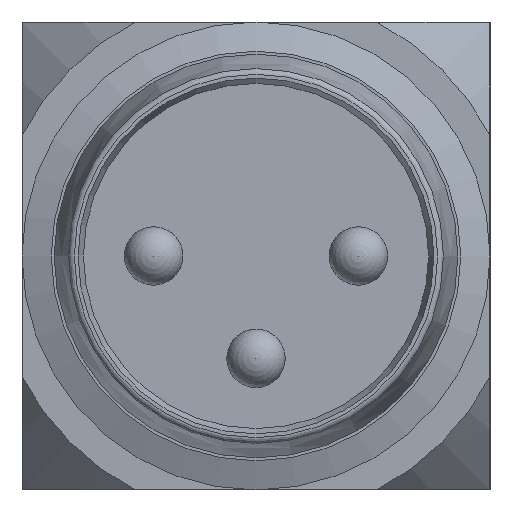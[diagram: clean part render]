
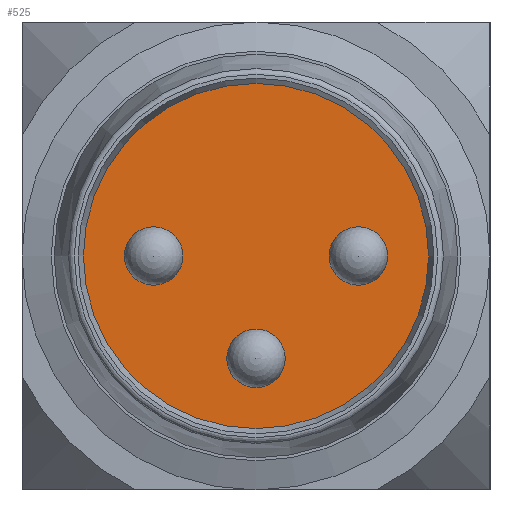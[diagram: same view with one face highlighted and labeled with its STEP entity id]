
A CAD part, left-side view. The second image highlights one B-rep face of the part: STEP entity #525.
In plain terms, the highlighted planar face has unit normal (-1, 0, 0).
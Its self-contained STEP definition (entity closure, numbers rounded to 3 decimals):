
#133 = CYLINDRICAL_SURFACE('',#134,0.5);
#134 = AXIS2_PLACEMENT_3D('',#135,#136,#137);
#135 = CARTESIAN_POINT('',(-33.5,0.,2.25));
#136 = DIRECTION('',(1.,0.,0.));
#137 = DIRECTION('',(0.,-1.,0.));
#195 = EDGE_CURVE('',#196,#196,#198,.T.);
#196 = VERTEX_POINT('',#197);
#197 = CARTESIAN_POINT('',(-29.,0.5,2.25));
#198 = SURFACE_CURVE('',#199,(#204,#210),.PCURVE_S1.);
#199 = CIRCLE('',#200,0.5);
#200 = AXIS2_PLACEMENT_3D('',#201,#202,#203);
#201 = CARTESIAN_POINT('',(-29.,0.,2.25));
#202 = DIRECTION('',(1.,0.,0.));
#203 = DIRECTION('',(0.,-1.,0.));
#204 = PCURVE('',#133,#205);
#205 = DEFINITIONAL_REPRESENTATION('',(#206),#209);
#206 = B_SPLINE_CURVE_WITH_KNOTS('',1,(#207,#208),.UNSPECIFIED.,.F.,.F.,
  (2,2),(3.142,9.425),.PIECEWISE_BEZIER_KNOTS.);
#207 = CARTESIAN_POINT('',(3.142,4.5));
#208 = CARTESIAN_POINT('',(9.425,4.5));
#209 = ( GEOMETRIC_REPRESENTATION_CONTEXT(2) 
PARAMETRIC_REPRESENTATION_CONTEXT() REPRESENTATION_CONTEXT('2D SPACE',''
  ) );
#210 = PCURVE('',#211,#216);
#211 = PLANE('',#212);
#212 = AXIS2_PLACEMENT_3D('',#213,#214,#215);
#213 = CARTESIAN_POINT('',(-29.,1.475,4.));
#214 = DIRECTION('',(-1.,0.,0.));
#215 = DIRECTION('',(0.,0.,1.));
#216 = DEFINITIONAL_REPRESENTATION('',(#217),#225);
#217 = ( BOUNDED_CURVE() B_SPLINE_CURVE(2,(#218,#219,#220,#221,#222,#223
,#224),.UNSPECIFIED.,.T.,.F.) B_SPLINE_CURVE_WITH_KNOTS((1,2,2,2,2,1),(
    -2.094,0.,2.094,4.189,6.283,
8.378),.UNSPECIFIED.) CURVE() GEOMETRIC_REPRESENTATION_ITEM() 
RATIONAL_B_SPLINE_CURVE((1.,0.5,1.,0.5,1.,0.5,1.)) REPRESENTATION_ITEM(
  '') );
#218 = CARTESIAN_POINT('',(-1.75,-1.975));
#219 = CARTESIAN_POINT('',(-2.616,-1.975));
#220 = CARTESIAN_POINT('',(-2.183,-1.225));
#221 = CARTESIAN_POINT('',(-1.75,-0.475));
#222 = CARTESIAN_POINT('',(-1.317,-1.225));
#223 = CARTESIAN_POINT('',(-0.884,-1.975));
#224 = CARTESIAN_POINT('',(-1.75,-1.975));
#225 = ( GEOMETRIC_REPRESENTATION_CONTEXT(2) 
PARAMETRIC_REPRESENTATION_CONTEXT() REPRESENTATION_CONTEXT('2D SPACE',''
  ) );
#276 = CYLINDRICAL_SURFACE('',#277,0.5);
#277 = AXIS2_PLACEMENT_3D('',#278,#279,#280);
#278 = CARTESIAN_POINT('',(-33.5,1.75,4.));
#279 = DIRECTION('',(1.,0.,0.));
#280 = DIRECTION('',(0.,-1.,0.));
#338 = EDGE_CURVE('',#339,#339,#341,.T.);
#339 = VERTEX_POINT('',#340);
#340 = CARTESIAN_POINT('',(-29.,2.25,4.));
#341 = SURFACE_CURVE('',#342,(#347,#353),.PCURVE_S1.);
#342 = CIRCLE('',#343,0.5);
#343 = AXIS2_PLACEMENT_3D('',#344,#345,#346);
#344 = CARTESIAN_POINT('',(-29.,1.75,4.));
#345 = DIRECTION('',(1.,0.,0.));
#346 = DIRECTION('',(0.,-1.,0.));
#347 = PCURVE('',#276,#348);
#348 = DEFINITIONAL_REPRESENTATION('',(#349),#352);
#349 = B_SPLINE_CURVE_WITH_KNOTS('',1,(#350,#351),.UNSPECIFIED.,.F.,.F.,
  (2,2),(3.142,9.425),.PIECEWISE_BEZIER_KNOTS.);
#350 = CARTESIAN_POINT('',(3.142,4.5));
#351 = CARTESIAN_POINT('',(9.425,4.5));
#352 = ( GEOMETRIC_REPRESENTATION_CONTEXT(2) 
PARAMETRIC_REPRESENTATION_CONTEXT() REPRESENTATION_CONTEXT('2D SPACE',''
  ) );
#353 = PCURVE('',#211,#354);
#354 = DEFINITIONAL_REPRESENTATION('',(#355),#363);
#355 = ( BOUNDED_CURVE() B_SPLINE_CURVE(2,(#356,#357,#358,#359,#360,#361
,#362),.UNSPECIFIED.,.F.,.F.) B_SPLINE_CURVE_WITH_KNOTS((1,2,2,2,2,1),(
    -2.094,0.,2.094,4.189,6.283,
8.378),.UNSPECIFIED.) CURVE() GEOMETRIC_REPRESENTATION_ITEM() 
RATIONAL_B_SPLINE_CURVE((1.,0.5,1.,0.5,1.,0.5,1.)) REPRESENTATION_ITEM(
  '') );
#356 = CARTESIAN_POINT('',(0.,-0.225));
#357 = CARTESIAN_POINT('',(-0.866,-0.225));
#358 = CARTESIAN_POINT('',(-0.433,0.525));
#359 = CARTESIAN_POINT('',(0.,1.275));
#360 = CARTESIAN_POINT('',(0.433,0.525));
#361 = CARTESIAN_POINT('',(0.866,-0.225));
#362 = CARTESIAN_POINT('',(0.,-0.225));
#363 = ( GEOMETRIC_REPRESENTATION_CONTEXT(2) 
PARAMETRIC_REPRESENTATION_CONTEXT() REPRESENTATION_CONTEXT('2D SPACE',''
  ) );
#414 = CYLINDRICAL_SURFACE('',#415,0.5);
#415 = AXIS2_PLACEMENT_3D('',#416,#417,#418);
#416 = CARTESIAN_POINT('',(-33.5,-1.75,4.));
#417 = DIRECTION('',(1.,0.,0.));
#418 = DIRECTION('',(0.,-1.,0.));
#476 = EDGE_CURVE('',#477,#477,#479,.T.);
#477 = VERTEX_POINT('',#478);
#478 = CARTESIAN_POINT('',(-29.,-1.25,4.));
#479 = SURFACE_CURVE('',#480,(#485,#491),.PCURVE_S1.);
#480 = CIRCLE('',#481,0.5);
#481 = AXIS2_PLACEMENT_3D('',#482,#483,#484);
#482 = CARTESIAN_POINT('',(-29.,-1.75,4.));
#483 = DIRECTION('',(1.,0.,0.));
#484 = DIRECTION('',(0.,-1.,0.));
#485 = PCURVE('',#414,#486);
#486 = DEFINITIONAL_REPRESENTATION('',(#487),#490);
#487 = B_SPLINE_CURVE_WITH_KNOTS('',1,(#488,#489),.UNSPECIFIED.,.F.,.F.,
  (2,2),(3.142,9.425),.PIECEWISE_BEZIER_KNOTS.);
#488 = CARTESIAN_POINT('',(3.142,4.5));
#489 = CARTESIAN_POINT('',(9.425,4.5));
#490 = ( GEOMETRIC_REPRESENTATION_CONTEXT(2) 
PARAMETRIC_REPRESENTATION_CONTEXT() REPRESENTATION_CONTEXT('2D SPACE',''
  ) );
#491 = PCURVE('',#211,#492);
#492 = DEFINITIONAL_REPRESENTATION('',(#493),#501);
#493 = ( BOUNDED_CURVE() B_SPLINE_CURVE(2,(#494,#495,#496,#497,#498,#499
,#500),.UNSPECIFIED.,.F.,.F.) B_SPLINE_CURVE_WITH_KNOTS((1,2,2,2,2,1),(
    -2.094,0.,2.094,4.189,6.283,
8.378),.UNSPECIFIED.) CURVE() GEOMETRIC_REPRESENTATION_ITEM() 
RATIONAL_B_SPLINE_CURVE((1.,0.5,1.,0.5,1.,0.5,1.)) REPRESENTATION_ITEM(
  '') );
#494 = CARTESIAN_POINT('',(0.,-3.725));
#495 = CARTESIAN_POINT('',(-0.866,-3.725));
#496 = CARTESIAN_POINT('',(-0.433,-2.975));
#497 = CARTESIAN_POINT('',(0.,-2.225));
#498 = CARTESIAN_POINT('',(0.433,-2.975));
#499 = CARTESIAN_POINT('',(0.866,-3.725));
#500 = CARTESIAN_POINT('',(0.,-3.725));
#501 = ( GEOMETRIC_REPRESENTATION_CONTEXT(2) 
PARAMETRIC_REPRESENTATION_CONTEXT() REPRESENTATION_CONTEXT('2D SPACE',''
  ) );
#525 = ADVANCED_FACE('',(#526,#560,#563,#566),#211,.T.);
#526 = FACE_BOUND('',#527,.T.);
#527 = EDGE_LOOP('',(#528));
#528 = ORIENTED_EDGE('',*,*,#529,.F.);
#529 = EDGE_CURVE('',#530,#530,#532,.T.);
#530 = VERTEX_POINT('',#531);
#531 = CARTESIAN_POINT('',(-29.,2.95,4.));
#532 = SURFACE_CURVE('',#533,(#538,#549),.PCURVE_S1.);
#533 = CIRCLE('',#534,2.95);
#534 = AXIS2_PLACEMENT_3D('',#535,#536,#537);
#535 = CARTESIAN_POINT('',(-29.,0.,4.));
#536 = DIRECTION('',(1.,0.,0.));
#537 = DIRECTION('',(0.,1.,0.));
#538 = PCURVE('',#211,#539);
#539 = DEFINITIONAL_REPRESENTATION('',(#540),#548);
#540 = ( BOUNDED_CURVE() B_SPLINE_CURVE(2,(#541,#542,#543,#544,#545,#546
,#547),.UNSPECIFIED.,.F.,.F.) B_SPLINE_CURVE_WITH_KNOTS((1,2,2,2,2,1),(
    -2.094,0.,2.094,4.189,6.283,
8.378),.UNSPECIFIED.) CURVE() GEOMETRIC_REPRESENTATION_ITEM() 
RATIONAL_B_SPLINE_CURVE((1.,0.5,1.,0.5,1.,0.5,1.)) REPRESENTATION_ITEM(
  '') );
#541 = CARTESIAN_POINT('',(0.,1.475));
#542 = CARTESIAN_POINT('',(5.11,1.475));
#543 = CARTESIAN_POINT('',(2.555,-2.95));
#544 = CARTESIAN_POINT('',(0.,-7.375));
#545 = CARTESIAN_POINT('',(-2.555,-2.95));
#546 = CARTESIAN_POINT('',(-5.11,1.475));
#547 = CARTESIAN_POINT('',(0.,1.475));
#548 = ( GEOMETRIC_REPRESENTATION_CONTEXT(2) 
PARAMETRIC_REPRESENTATION_CONTEXT() REPRESENTATION_CONTEXT('2D SPACE',''
  ) );
#549 = PCURVE('',#550,#555);
#550 = CYLINDRICAL_SURFACE('',#551,2.95);
#551 = AXIS2_PLACEMENT_3D('',#552,#553,#554);
#552 = CARTESIAN_POINT('',(-31.375,0.,4.));
#553 = DIRECTION('',(1.,0.,0.));
#554 = DIRECTION('',(0.,1.,0.));
#555 = DEFINITIONAL_REPRESENTATION('',(#556),#559);
#556 = B_SPLINE_CURVE_WITH_KNOTS('',1,(#557,#558),.UNSPECIFIED.,.F.,.F.,
  (2,2),(0.,6.283),.PIECEWISE_BEZIER_KNOTS.);
#557 = CARTESIAN_POINT('',(0.,2.375));
#558 = CARTESIAN_POINT('',(6.283,2.375));
#559 = ( GEOMETRIC_REPRESENTATION_CONTEXT(2) 
PARAMETRIC_REPRESENTATION_CONTEXT() REPRESENTATION_CONTEXT('2D SPACE',''
  ) );
#560 = FACE_BOUND('',#561,.T.);
#561 = EDGE_LOOP('',(#562));
#562 = ORIENTED_EDGE('',*,*,#476,.T.);
#563 = FACE_BOUND('',#564,.T.);
#564 = EDGE_LOOP('',(#565));
#565 = ORIENTED_EDGE('',*,*,#338,.T.);
#566 = FACE_BOUND('',#567,.T.);
#567 = EDGE_LOOP('',(#568));
#568 = ORIENTED_EDGE('',*,*,#195,.T.);
